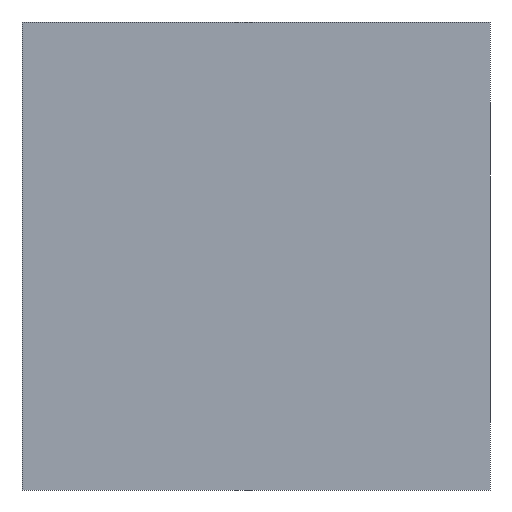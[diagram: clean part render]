
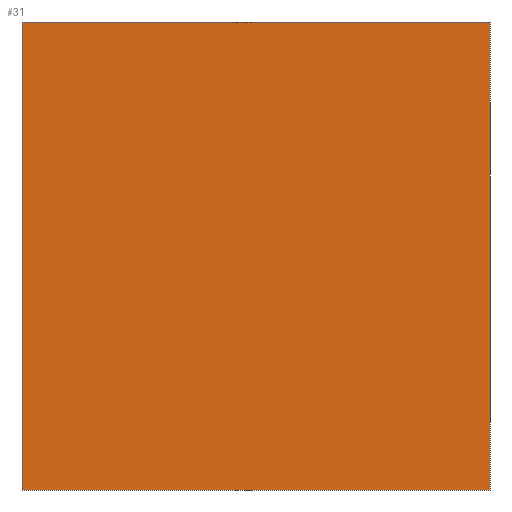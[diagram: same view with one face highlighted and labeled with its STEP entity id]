
A CAD part, front view. The second image highlights one B-rep face of the part: STEP entity #31.
In plain terms, the highlighted planar face has unit normal (0, -1, 0).
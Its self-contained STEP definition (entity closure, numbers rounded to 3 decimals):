
#31 = ADVANCED_FACE ( 'NONE', ( #449 ), #667, .T. ) ;
#33 = VERTEX_POINT ( 'NONE', #363 ) ;
#52 = ORIENTED_EDGE ( 'NONE', *, *, #696, .F. ) ;
#121 = VECTOR ( 'NONE', #128, 1000. ) ;
#123 = EDGE_CURVE ( 'NONE', #410, #901, #219, .T. ) ;
#128 = DIRECTION ( 'NONE',  ( -1., 0., 0. ) ) ;
#133 = EDGE_LOOP ( 'NONE', ( #939, #52, #484, #305 ) ) ;
#152 = VECTOR ( 'NONE', #381, 1000. ) ;
#219 = LINE ( 'NONE', #427, #316 ) ;
#239 = EDGE_CURVE ( 'NONE', #33, #410, #370, .T. ) ;
#305 = ORIENTED_EDGE ( 'NONE', *, *, #123, .F. ) ;
#316 = VECTOR ( 'NONE', #498, 1000. ) ;
#337 = LINE ( 'NONE', #838, #152 ) ;
#363 = CARTESIAN_POINT ( 'NONE',  ( 0., 0., -27.8 ) ) ;
#370 = LINE ( 'NONE', #645, #800 ) ;
#381 = DIRECTION ( 'NONE',  ( 0., 0., -1. ) ) ;
#399 = CARTESIAN_POINT ( 'NONE',  ( 27.8, 0., 0. ) ) ;
#410 = VERTEX_POINT ( 'NONE', #618 ) ;
#427 = CARTESIAN_POINT ( 'NONE',  ( 0., 0., 0. ) ) ;
#437 = CARTESIAN_POINT ( 'NONE',  ( 0., 0., 0. ) ) ;
#449 = FACE_OUTER_BOUND ( 'NONE', #133, .T. ) ;
#450 = CARTESIAN_POINT ( 'NONE',  ( 27.8, 0., -27.8 ) ) ;
#479 = EDGE_CURVE ( 'NONE', #901, #547, #337, .T. ) ;
#482 = CARTESIAN_POINT ( 'NONE',  ( 0., 0., -27.8 ) ) ;
#484 = ORIENTED_EDGE ( 'NONE', *, *, #479, .F. ) ;
#498 = DIRECTION ( 'NONE',  ( 1., 0., 0. ) ) ;
#547 = VERTEX_POINT ( 'NONE', #450 ) ;
#568 = DIRECTION ( 'NONE',  ( 0., 0., 1. ) ) ;
#618 = CARTESIAN_POINT ( 'NONE',  ( 0., 0., 0. ) ) ;
#645 = CARTESIAN_POINT ( 'NONE',  ( 0., 0., 0. ) ) ;
#667 = PLANE ( 'NONE',  #712 ) ;
#696 = EDGE_CURVE ( 'NONE', #547, #33, #892, .T. ) ;
#712 = AXIS2_PLACEMENT_3D ( 'NONE', #437, #889, #814 ) ;
#800 = VECTOR ( 'NONE', #568, 1000. ) ;
#814 = DIRECTION ( 'NONE',  ( 0., 0., -1. ) ) ;
#838 = CARTESIAN_POINT ( 'NONE',  ( 27.8, 0., 0. ) ) ;
#889 = DIRECTION ( 'NONE',  ( 0., -1., 0. ) ) ;
#892 = LINE ( 'NONE', #482, #121 ) ;
#901 = VERTEX_POINT ( 'NONE', #399 ) ;
#939 = ORIENTED_EDGE ( 'NONE', *, *, #239, .F. ) ;
